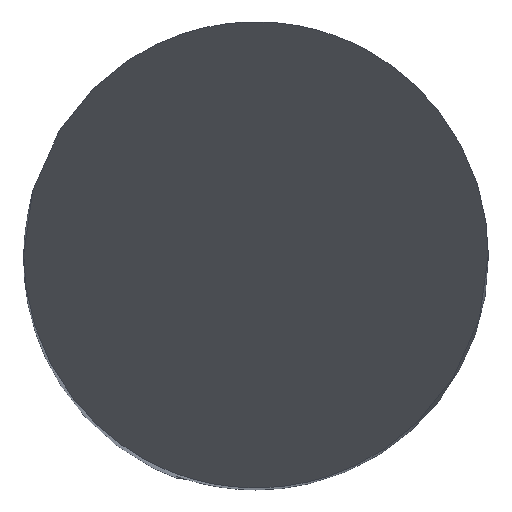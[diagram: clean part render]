
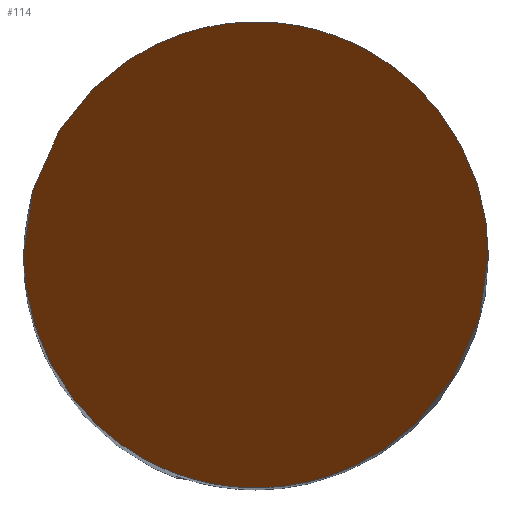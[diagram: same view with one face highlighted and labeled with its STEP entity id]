
A CAD part, top view. The second image highlights one B-rep face of the part: STEP entity #114.
In plain terms, the highlighted planar face has unit normal (0, -0.866, 0.5).
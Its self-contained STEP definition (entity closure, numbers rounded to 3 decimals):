
#45=PLANE('',#479);
#114=ADVANCED_FACE('',(#141),#45,.T.);
#141=FACE_OUTER_BOUND('',#165,.T.);
#165=EDGE_LOOP('',(#225,#226));
#225=ORIENTED_EDGE('',*,*,#350,.F.);
#226=ORIENTED_EDGE('',*,*,#364,.F.);
#312=VERTEX_POINT('',#641);
#313=VERTEX_POINT('',#646);
#350=EDGE_CURVE('',#312,#313,#417,.T.);
#364=EDGE_CURVE('',#313,#312,#424,.T.);
#417=(
BOUNDED_CURVE()
B_SPLINE_CURVE(3,(#642,#643,#644,#645),.UNSPECIFIED.,.F.,.F.)
B_SPLINE_CURVE_WITH_KNOTS((4,4),(0.,1.),.UNSPECIFIED.)
CURVE()
GEOMETRIC_REPRESENTATION_ITEM()
RATIONAL_B_SPLINE_CURVE((1.,0.333,0.333,1.))
REPRESENTATION_ITEM('')
);
#424=(
BOUNDED_CURVE()
B_SPLINE_CURVE(3,(#692,#693,#694,#695),.UNSPECIFIED.,.F.,.F.)
B_SPLINE_CURVE_WITH_KNOTS((4,4),(0.,1.),.UNSPECIFIED.)
CURVE()
GEOMETRIC_REPRESENTATION_ITEM()
RATIONAL_B_SPLINE_CURVE((1.,0.333,0.333,1.))
REPRESENTATION_ITEM('')
);
#479=AXIS2_PLACEMENT_3D('',#740,#536,#537);
#536=DIRECTION('',(0.,-0.866,0.5));
#537=DIRECTION('',(0.,0.5,0.866));
#641=CARTESIAN_POINT('',(3.,0.,0.));
#642=CARTESIAN_POINT('',(3.,0.,0.));
#643=CARTESIAN_POINT('',(3.,-6.,-10.392));
#644=CARTESIAN_POINT('',(-3.,-6.,-10.392));
#645=CARTESIAN_POINT('',(-3.,0.,0.));
#646=CARTESIAN_POINT('',(-3.,0.,0.));
#692=CARTESIAN_POINT('',(-3.,0.,0.));
#693=CARTESIAN_POINT('',(-3.,6.,10.392));
#694=CARTESIAN_POINT('',(3.,6.,10.392));
#695=CARTESIAN_POINT('',(3.,0.,0.));
#740=CARTESIAN_POINT('',(57.86,3.,5.196));
